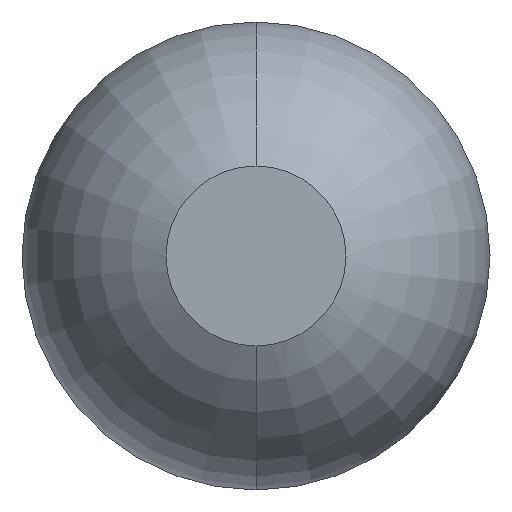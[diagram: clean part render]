
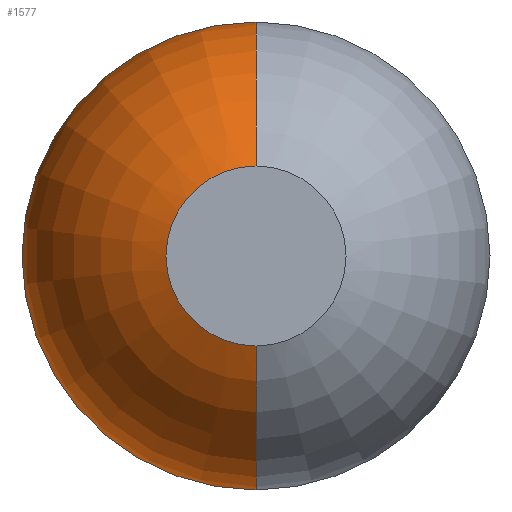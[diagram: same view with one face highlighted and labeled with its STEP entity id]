
A CAD part, front view. The second image highlights one B-rep face of the part: STEP entity #1577.
In plain terms, the highlighted toroidal (fillet/blend) face has major radius 0.01 mm and minor radius 0.4 mm.
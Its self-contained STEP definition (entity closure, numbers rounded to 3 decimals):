
#191 = TOROIDAL_SURFACE ( 'NONE', #2411, -0.01, 0.4 ) ;
#369 = DIRECTION ( 'NONE',  ( 0., 1., 0. ) ) ;
#414 = CIRCLE ( 'NONE', #2517, 0.4 ) ;
#613 = EDGE_LOOP ( 'NONE', ( #1333, #2993, #3309, #904 ) ) ;
#684 = CARTESIAN_POINT ( 'NONE',  ( 0., -27.7, 0. ) ) ;
#712 = DIRECTION ( 'NONE',  ( 0., 0., 1. ) ) ;
#814 = EDGE_CURVE ( 'Defeature ausgef�hrt3_7+Defeature ausgef�hrt3_6+Defeature ausgef�hrt3_6+Defeature ausgef�hrt3_6', #2725, #3091, #2271, .T. ) ;
#904 = ORIENTED_EDGE ( 'NONE', *, *, #814, .F. ) ;
#1071 = DIRECTION ( 'NONE',  ( 0., 0., 1. ) ) ;
#1333 = ORIENTED_EDGE ( 'NONE', *, *, #3516, .F. ) ;
#1335 = DIRECTION ( 'NONE',  ( 0., 0., -1. ) ) ;
#1340 = DIRECTION ( 'NONE',  ( -1., 0., 0. ) ) ;
#1353 = CARTESIAN_POINT ( 'NONE',  ( 0., -27.333, 0. ) ) ;
#1364 = AXIS2_PLACEMENT_3D ( 'NONE', #3155, #1340, #3492 ) ;
#1422 = FACE_OUTER_BOUND ( 'NONE', #613, .T. ) ;
#1460 = CARTESIAN_POINT ( 'NONE',  ( 0., -27.333, -0.39 ) ) ;
#1577 = ADVANCED_FACE ( 'Defeature ausgef�hrt3_6', ( #1422 ), #191, .T. ) ;
#1593 = DIRECTION ( 'NONE',  ( 0., 0., 1. ) ) ;
#1595 = DIRECTION ( 'NONE',  ( 1., 0., 0. ) ) ;
#1596 = CIRCLE ( 'NONE', #1364, 0.4 ) ;
#1654 = CARTESIAN_POINT ( 'NONE',  ( 0., -27.7, -0.15 ) ) ;
#1888 = AXIS2_PLACEMENT_3D ( 'NONE', #684, #3417, #712 ) ;
#1897 = CIRCLE ( 'NONE', #1888, 0.15 ) ;
#1927 = EDGE_CURVE ( 'Defeature ausgef�hrt3_6+Defeature ausgef�hrt3_5+Defeature ausgef�hrt3_5+Defeature ausgef�hrt3_5', #2069, #2496, #1897, .T. ) ;
#2069 = VERTEX_POINT ( 'NONE', #1654 ) ;
#2271 = CIRCLE ( 'NONE', #3299, 0.39 ) ;
#2411 = AXIS2_PLACEMENT_3D ( 'NONE', #1353, #3774, #1071 ) ;
#2496 = VERTEX_POINT ( 'NONE', #3514 ) ;
#2500 = CARTESIAN_POINT ( 'NONE',  ( 0., -27.333, 0. ) ) ;
#2517 = AXIS2_PLACEMENT_3D ( 'NONE', #3714, #1595, #1335 ) ;
#2725 = VERTEX_POINT ( 'NONE', #1460 ) ;
#2859 = CARTESIAN_POINT ( 'NONE',  ( 0., -27.333, 0.39 ) ) ;
#2993 = ORIENTED_EDGE ( 'NONE', *, *, #1927, .T. ) ;
#3091 = VERTEX_POINT ( 'NONE', #2859 ) ;
#3101 = EDGE_CURVE ( 'NONE', #2496, #3091, #1596, .T. ) ;
#3155 = CARTESIAN_POINT ( 'NONE',  ( 0., -27.333, -0.01 ) ) ;
#3299 = AXIS2_PLACEMENT_3D ( 'NONE', #2500, #369, #1593 ) ;
#3309 = ORIENTED_EDGE ( 'NONE', *, *, #3101, .T. ) ;
#3417 = DIRECTION ( 'NONE',  ( 0., 1., 0. ) ) ;
#3492 = DIRECTION ( 'NONE',  ( 0., 0., 1. ) ) ;
#3514 = CARTESIAN_POINT ( 'NONE',  ( 0., -27.7, 0.15 ) ) ;
#3516 = EDGE_CURVE ( 'NONE', #2069, #2725, #414, .T. ) ;
#3714 = CARTESIAN_POINT ( 'NONE',  ( 0., -27.333, 0.01 ) ) ;
#3774 = DIRECTION ( 'NONE',  ( 0., 1., 0. ) ) ;
